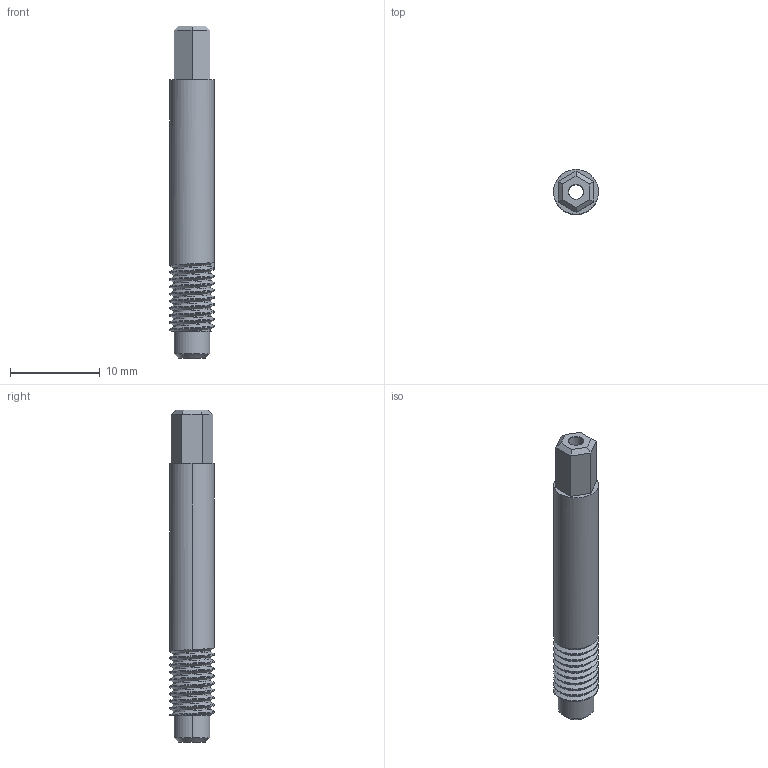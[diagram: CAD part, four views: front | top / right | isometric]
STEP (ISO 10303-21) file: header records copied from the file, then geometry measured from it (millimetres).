
FILE_DESCRIPTION (( 'STEP AP203' ), '1' );
FILE_NAME ('guide_fil_165.STEP', '2020-03-09T09:28:07', ( '' ), ( '' ), 'SwSTEP 2.0', 'SolidWorks 2016', '' );
FILE_SCHEMA (( 'CONFIG_CONTROL_DESIGN' ));
Length unit declared in the file: millimetre
Products named in the file (1): guide_fil_165
Bounding box: 5 x 5 x 37 mm (x, y, z)
Volume: 562.2 mm3; surface area: 830.4 mm2
Topology: 1 solids, 1 shells, 48 faces, 120 edges, 76 vertices
Faces by surface type: cylinder 24, plane 17, cone 4, bspline 3
Entity records: 2946 total; most frequent: CARTESIAN_POINT 1845, ORIENTED_EDGE 240, DIRECTION 184, EDGE_CURVE 120, VERTEX_POINT 76, LINE 62, VECTOR 62, AXIS2_PLACEMENT_3D 61
